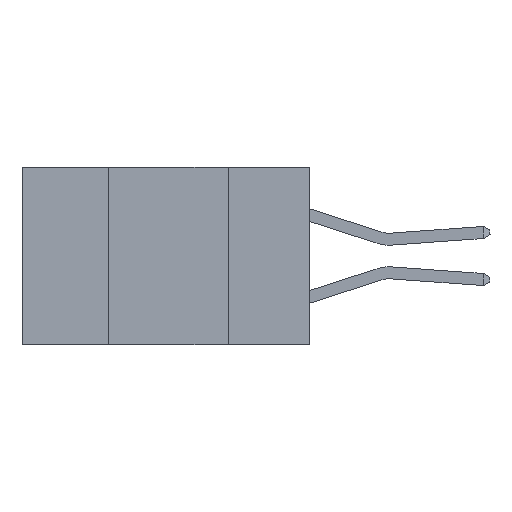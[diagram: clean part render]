
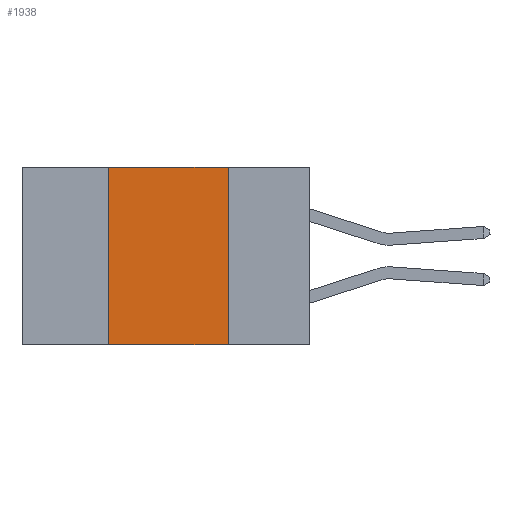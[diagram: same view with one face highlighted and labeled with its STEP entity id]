
A CAD part, left-side view. The second image highlights one B-rep face of the part: STEP entity #1938.
In plain terms, the highlighted planar face has unit normal (-1, 0, 0).
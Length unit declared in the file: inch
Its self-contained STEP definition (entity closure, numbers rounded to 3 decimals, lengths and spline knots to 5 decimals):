
#53 = AXIS2_PLACEMENT_3D ( 'NONE', #5010, #11244, #467 ) ;
#111 = EDGE_CURVE ( 'NONE', #3667, #2708, #9376, .T. ) ;
#467 = DIRECTION ( 'NONE',  ( 0., 0., -1. ) ) ;
#584 = PLANE ( 'NONE',  #53 ) ;
#827 = VECTOR ( 'NONE', #937, 39.37008 ) ;
#937 = DIRECTION ( 'NONE',  ( 0., 0., -1. ) ) ;
#1006 = CARTESIAN_POINT ( 'NONE',  ( 0., 0.17, -0.37 ) ) ;
#1652 = VECTOR ( 'NONE', #9403, 39.37008 ) ;
#1843 = DIRECTION ( 'NONE',  ( 0., -1., 0. ) ) ;
#1886 = CARTESIAN_POINT ( 'NONE',  ( 0., 0.6, 0. ) ) ;
#1938 = ADVANCED_FACE ( 'NONE', ( #6890 ), #584, .F. ) ;
#2160 = ORIENTED_EDGE ( 'NONE', *, *, #5692, .F. ) ;
#2708 = VERTEX_POINT ( 'NONE', #5323 ) ;
#3410 = CARTESIAN_POINT ( 'NONE',  ( 0., 0.42, -0.37 ) ) ;
#3667 = VERTEX_POINT ( 'NONE', #3410 ) ;
#3863 = VERTEX_POINT ( 'NONE', #9230 ) ;
#4317 = VECTOR ( 'NONE', #4536, 39.37008 ) ;
#4536 = DIRECTION ( 'NONE',  ( 0., 0., 1. ) ) ;
#4572 = VECTOR ( 'NONE', #1843, 39.37008 ) ;
#4658 = CARTESIAN_POINT ( 'NONE',  ( 0., 0.42, -0.37 ) ) ;
#4840 = LINE ( 'NONE', #1886, #4572 ) ;
#5010 = CARTESIAN_POINT ( 'NONE',  ( 0., 0.6, 0. ) ) ;
#5323 = CARTESIAN_POINT ( 'NONE',  ( 0., 0.42, 0. ) ) ;
#5692 = EDGE_CURVE ( 'NONE', #2708, #3863, #4840, .T. ) ;
#6229 = ORIENTED_EDGE ( 'NONE', *, *, #9047, .T. ) ;
#6290 = EDGE_CURVE ( 'NONE', #3863, #11805, #10855, .T. ) ;
#6779 = ORIENTED_EDGE ( 'NONE', *, *, #111, .F. ) ;
#6890 = FACE_OUTER_BOUND ( 'NONE', #11368, .T. ) ;
#9047 = EDGE_CURVE ( 'NONE', #3667, #11805, #11055, .T. ) ;
#9230 = CARTESIAN_POINT ( 'NONE',  ( 0., 0.17, 0. ) ) ;
#9376 = LINE ( 'NONE', #4658, #4317 ) ;
#9403 = DIRECTION ( 'NONE',  ( 0., -1., 0. ) ) ;
#9413 = CARTESIAN_POINT ( 'NONE',  ( 0., 0.6, -0.37 ) ) ;
#9428 = ORIENTED_EDGE ( 'NONE', *, *, #6290, .F. ) ;
#10243 = CARTESIAN_POINT ( 'NONE',  ( 0., 0.17, -0.37 ) ) ;
#10855 = LINE ( 'NONE', #1006, #827 ) ;
#11055 = LINE ( 'NONE', #9413, #1652 ) ;
#11244 = DIRECTION ( 'NONE',  ( 1., 0., 0. ) ) ;
#11368 = EDGE_LOOP ( 'NONE', ( #9428, #2160, #6779, #6229 ) ) ;
#11805 = VERTEX_POINT ( 'NONE', #10243 ) ;
